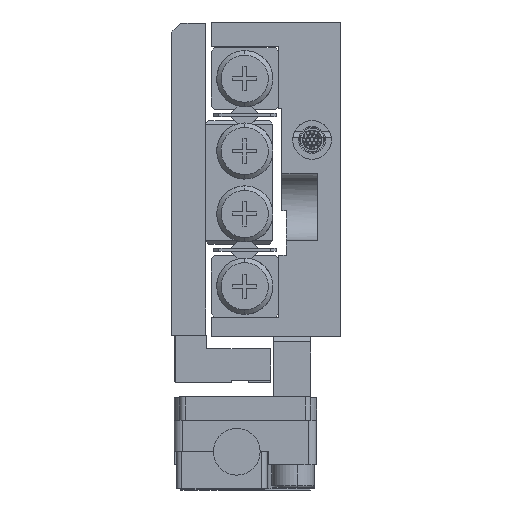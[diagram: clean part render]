
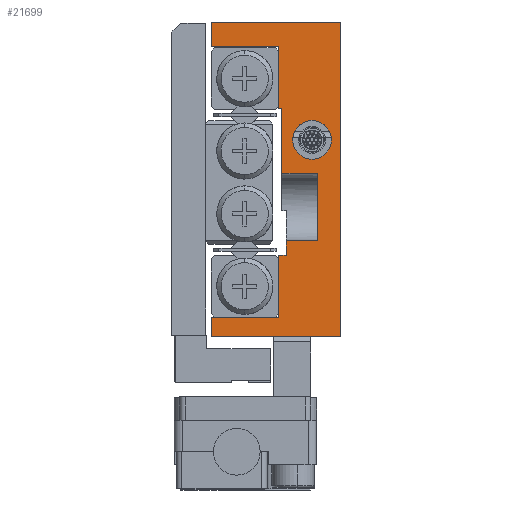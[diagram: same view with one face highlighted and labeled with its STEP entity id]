
A CAD part, left-side view. The second image highlights one B-rep face of the part: STEP entity #21699.
In plain terms, the highlighted planar face has unit normal (-1, 0, 0).
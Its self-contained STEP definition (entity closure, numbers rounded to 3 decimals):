
#232 = EDGE_CURVE ( 'NONE', #24313, #10039, #27759, .T. ) ;
#2525 = VECTOR ( 'NONE', #14589, 1000. ) ;
#2895 = CARTESIAN_POINT ( 'NONE',  ( -22.5, 5.5, -14. ) ) ;
#2926 = EDGE_CURVE ( 'NONE', #46134, #46886, #16750, .T. ) ;
#3028 = EDGE_CURVE ( 'NONE', #51328, #25770, #13366, .T. ) ;
#3071 = CARTESIAN_POINT ( 'NONE',  ( -22.5, 2.5, 5.227 ) ) ;
#3548 = ORIENTED_EDGE ( 'NONE', *, *, #57211, .F. ) ;
#3709 = EDGE_CURVE ( 'NONE', #11219, #12687, #31045, .T. ) ;
#3829 = EDGE_CURVE ( 'NONE', #42271, #51328, #14280, .T. ) ;
#4168 = DIRECTION ( 'NONE',  ( -1., 0., 0. ) ) ;
#4235 = DIRECTION ( 'NONE',  ( 0., 0., -1. ) ) ;
#4789 = VECTOR ( 'NONE', #38291, 1000. ) ;
#4856 = EDGE_LOOP ( 'NONE', ( #28799, #37215 ) ) ;
#4892 = VERTEX_POINT ( 'NONE', #38477 ) ;
#5005 = DIRECTION ( 'NONE',  ( 0., -1., 0. ) ) ;
#5048 = DIRECTION ( 'NONE',  ( 0., 1., 0. ) ) ;
#5114 = CARTESIAN_POINT ( 'NONE',  ( -22.5, 11.5, 11.8 ) ) ;
#5293 = EDGE_CURVE ( 'NONE', #46886, #46134, #38677, .T. ) ;
#5624 = CARTESIAN_POINT ( 'NONE',  ( -22.5, 5.5, -14. ) ) ;
#6082 = VERTEX_POINT ( 'NONE', #32304 ) ;
#6117 = CARTESIAN_POINT ( 'NONE',  ( -22.5, 11.5, 14. ) ) ;
#6140 = VECTOR ( 'NONE', #56214, 1000. ) ;
#7062 = DIRECTION ( 'NONE',  ( 0., 0., 1. ) ) ;
#7384 = CARTESIAN_POINT ( 'NONE',  ( -22.5, 4.8, -6.8 ) ) ;
#8221 = ORIENTED_EDGE ( 'NONE', *, *, #57101, .T. ) ;
#8517 = EDGE_CURVE ( 'NONE', #13574, #6082, #40848, .T. ) ;
#8623 = DIRECTION ( 'NONE',  ( 0., 0., 1. ) ) ;
#9047 = DIRECTION ( 'NONE',  ( 0., 0., 1. ) ) ;
#10039 = VERTEX_POINT ( 'NONE', #5114 ) ;
#11219 = VERTEX_POINT ( 'NONE', #39650 ) ;
#11954 = EDGE_CURVE ( 'NONE', #12687, #51686, #45396, .T. ) ;
#11982 = VECTOR ( 'NONE', #49069, 1000. ) ;
#12687 = VERTEX_POINT ( 'NONE', #56256 ) ;
#12945 = CARTESIAN_POINT ( 'NONE',  ( -22.5, 0., -14. ) ) ;
#13366 = LINE ( 'NONE', #26940, #46285 ) ;
#13396 = ORIENTED_EDGE ( 'NONE', *, *, #11954, .T. ) ;
#13574 = VERTEX_POINT ( 'NONE', #34724 ) ;
#13991 = DIRECTION ( 'NONE',  ( 0., 0., -1. ) ) ;
#14086 = ORIENTED_EDGE ( 'NONE', *, *, #3829, .F. ) ;
#14280 = LINE ( 'NONE', #5624, #2525 ) ;
#14589 = DIRECTION ( 'NONE',  ( 0., 0., 1. ) ) ;
#15031 = FACE_BOUND ( 'NONE', #4856, .T. ) ;
#15304 = FACE_OUTER_BOUND ( 'NONE', #54576, .T. ) ;
#15697 = LINE ( 'NONE', #38546, #6140 ) ;
#16068 = EDGE_CURVE ( 'NONE', #19489, #28515, #44806, .T. ) ;
#16750 = CIRCLE ( 'NONE', #22266, 1.727 ) ;
#18036 = CARTESIAN_POINT ( 'NONE',  ( -22.5, 2., -14. ) ) ;
#18264 = CARTESIAN_POINT ( 'NONE',  ( -22.5, 2.5, 3.5 ) ) ;
#18470 = ORIENTED_EDGE ( 'NONE', *, *, #16068, .T. ) ;
#18758 = ORIENTED_EDGE ( 'NONE', *, *, #39047, .F. ) ;
#18935 = CARTESIAN_POINT ( 'NONE',  ( -22.5, -4.5, 0.5 ) ) ;
#19475 = LINE ( 'NONE', #42012, #29776 ) ;
#19489 = VERTEX_POINT ( 'NONE', #43245 ) ;
#19924 = CARTESIAN_POINT ( 'NONE',  ( -22.5, 5.5, -14. ) ) ;
#21699 = ADVANCED_FACE ( 'NONE', ( #15031, #15304 ), #24268, .F. ) ;
#21970 = EDGE_CURVE ( 'NONE', #10039, #31620, #34094, .T. ) ;
#22266 = AXIS2_PLACEMENT_3D ( 'NONE', #18264, #4168, #9047 ) ;
#22393 = VERTEX_POINT ( 'NONE', #51363 ) ;
#23282 = LINE ( 'NONE', #18935, #31124 ) ;
#23507 = EDGE_CURVE ( 'NONE', #25770, #28515, #39429, .T. ) ;
#23669 = ORIENTED_EDGE ( 'NONE', *, *, #26647, .T. ) ;
#24268 = PLANE ( 'NONE',  #31316 ) ;
#24313 = VERTEX_POINT ( 'NONE', #51803 ) ;
#25770 = VERTEX_POINT ( 'NONE', #31110 ) ;
#26343 = CARTESIAN_POINT ( 'NONE',  ( -22.5, -4.5, -5.5 ) ) ;
#26647 = EDGE_CURVE ( 'NONE', #51686, #4892, #36225, .T. ) ;
#26940 = CARTESIAN_POINT ( 'NONE',  ( -22.5, 5.5, -6.8 ) ) ;
#27396 = VERTEX_POINT ( 'NONE', #47924 ) ;
#27458 = DIRECTION ( 'NONE',  ( 0., -1., 0. ) ) ;
#27759 = LINE ( 'NONE', #6117, #51301 ) ;
#28078 = ORIENTED_EDGE ( 'NONE', *, *, #43377, .T. ) ;
#28515 = VERTEX_POINT ( 'NONE', #55909 ) ;
#28799 = ORIENTED_EDGE ( 'NONE', *, *, #2926, .F. ) ;
#28872 = VECTOR ( 'NONE', #13991, 1000. ) ;
#29350 = DIRECTION ( 'NONE',  ( 0., -1., 0. ) ) ;
#29521 = ORIENTED_EDGE ( 'NONE', *, *, #232, .T. ) ;
#29776 = VECTOR ( 'NONE', #7062, 1000. ) ;
#30076 = ORIENTED_EDGE ( 'NONE', *, *, #3709, .T. ) ;
#30183 = VECTOR ( 'NONE', #4235, 1000. ) ;
#30425 = ORIENTED_EDGE ( 'NONE', *, *, #23507, .F. ) ;
#31045 = LINE ( 'NONE', #48692, #30183 ) ;
#31110 = CARTESIAN_POINT ( 'NONE',  ( -22.5, 4.8, -6.8 ) ) ;
#31124 = VECTOR ( 'NONE', #49024, 1000. ) ;
#31316 = AXIS2_PLACEMENT_3D ( 'NONE', #19924, #32947, #50577 ) ;
#31620 = VERTEX_POINT ( 'NONE', #56078 ) ;
#32035 = CARTESIAN_POINT ( 'NONE',  ( -22.5, 2.5, 1.773 ) ) ;
#32163 = CARTESIAN_POINT ( 'NONE',  ( -22.5, 5.5, 6.3 ) ) ;
#32304 = CARTESIAN_POINT ( 'NONE',  ( -22.5, 5.5, 6.3 ) ) ;
#32386 = DIRECTION ( 'NONE',  ( 0., 0., -1. ) ) ;
#32947 = DIRECTION ( 'NONE',  ( 1., 0., 0. ) ) ;
#33817 = ORIENTED_EDGE ( 'NONE', *, *, #8517, .F. ) ;
#34094 = LINE ( 'NONE', #51704, #11982 ) ;
#34302 = ORIENTED_EDGE ( 'NONE', *, *, #3028, .F. ) ;
#34724 = CARTESIAN_POINT ( 'NONE',  ( -22.5, 5.2, 6.3 ) ) ;
#35200 = VECTOR ( 'NONE', #51419, 1000. ) ;
#36225 = LINE ( 'NONE', #53875, #52844 ) ;
#37215 = ORIENTED_EDGE ( 'NONE', *, *, #5293, .F. ) ;
#38291 = DIRECTION ( 'NONE',  ( 0., 0., 1. ) ) ;
#38477 = CARTESIAN_POINT ( 'NONE',  ( -22.5, 0., 14. ) ) ;
#38546 = CARTESIAN_POINT ( 'NONE',  ( -22.5, 5.5, -12.3 ) ) ;
#38677 = CIRCLE ( 'NONE', #41410, 1.727 ) ;
#39047 = EDGE_CURVE ( 'NONE', #6082, #31620, #42769, .T. ) ;
#39429 = LINE ( 'NONE', #7384, #4789 ) ;
#39650 = CARTESIAN_POINT ( 'NONE',  ( -22.5, 11.5, -12.3 ) ) ;
#40848 = LINE ( 'NONE', #32163, #50937 ) ;
#41042 = CARTESIAN_POINT ( 'NONE',  ( -22.5, 5.5, -14. ) ) ;
#41410 = AXIS2_PLACEMENT_3D ( 'NONE', #47927, #51683, #8623 ) ;
#41613 = ORIENTED_EDGE ( 'NONE', *, *, #56509, .F. ) ;
#42012 = CARTESIAN_POINT ( 'NONE',  ( -22.5, 5.2, 6.3 ) ) ;
#42143 = ORIENTED_EDGE ( 'NONE', *, *, #21970, .T. ) ;
#42271 = VERTEX_POINT ( 'NONE', #53737 ) ;
#42769 = LINE ( 'NONE', #2895, #35200 ) ;
#42973 = EDGE_CURVE ( 'NONE', #27396, #22393, #23282, .T. ) ;
#43245 = CARTESIAN_POINT ( 'NONE',  ( -22.5, 2., -5.5 ) ) ;
#43377 = EDGE_CURVE ( 'NONE', #42271, #11219, #15697, .T. ) ;
#44607 = VECTOR ( 'NONE', #27458, 1000. ) ;
#44806 = LINE ( 'NONE', #26343, #51267 ) ;
#45396 = LINE ( 'NONE', #41042, #44607 ) ;
#45491 = DIRECTION ( 'NONE',  ( 0., 0., 1. ) ) ;
#46134 = VERTEX_POINT ( 'NONE', #3071 ) ;
#46285 = VECTOR ( 'NONE', #5005, 1000. ) ;
#46886 = VERTEX_POINT ( 'NONE', #32035 ) ;
#47924 = CARTESIAN_POINT ( 'NONE',  ( -22.5, 2., 0.5 ) ) ;
#47927 = CARTESIAN_POINT ( 'NONE',  ( -22.5, 2.5, 3.5 ) ) ;
#48221 = VECTOR ( 'NONE', #29350, 1000. ) ;
#48692 = CARTESIAN_POINT ( 'NONE',  ( -22.5, 11.5, -14. ) ) ;
#49024 = DIRECTION ( 'NONE',  ( 0., 1., 0. ) ) ;
#49069 = DIRECTION ( 'NONE',  ( 0., -1., 0. ) ) ;
#49948 = CARTESIAN_POINT ( 'NONE',  ( -22.5, 5.5, -6.8 ) ) ;
#50577 = DIRECTION ( 'NONE',  ( 0., 0., -1. ) ) ;
#50937 = VECTOR ( 'NONE', #5048, 1000. ) ;
#51267 = VECTOR ( 'NONE', #53217, 1000. ) ;
#51301 = VECTOR ( 'NONE', #32386, 1000. ) ;
#51328 = VERTEX_POINT ( 'NONE', #49948 ) ;
#51363 = CARTESIAN_POINT ( 'NONE',  ( -22.5, 5.2, 0.5 ) ) ;
#51419 = DIRECTION ( 'NONE',  ( 0., 0., 1. ) ) ;
#51683 = DIRECTION ( 'NONE',  ( -1., 0., 0. ) ) ;
#51686 = VERTEX_POINT ( 'NONE', #12945 ) ;
#51704 = CARTESIAN_POINT ( 'NONE',  ( -22.5, 5.5, 11.8 ) ) ;
#51803 = CARTESIAN_POINT ( 'NONE',  ( -22.5, 11.5, 14. ) ) ;
#52844 = VECTOR ( 'NONE', #45491, 1000. ) ;
#53217 = DIRECTION ( 'NONE',  ( 0., 1., 0. ) ) ;
#53605 = LINE ( 'NONE', #18036, #28872 ) ;
#53737 = CARTESIAN_POINT ( 'NONE',  ( -22.5, 5.5, -12.3 ) ) ;
#53875 = CARTESIAN_POINT ( 'NONE',  ( -22.5, 0., -14. ) ) ;
#54260 = ORIENTED_EDGE ( 'NONE', *, *, #42973, .F. ) ;
#54576 = EDGE_LOOP ( 'NONE', ( #54260, #8221, #18470, #30425, #34302, #14086, #28078, #30076, #13396, #23669, #41613, #29521, #42143, #18758, #33817, #3548 ) ) ;
#55410 = CARTESIAN_POINT ( 'NONE',  ( -22.5, 5.5, 14. ) ) ;
#55909 = CARTESIAN_POINT ( 'NONE',  ( -22.5, 4.8, -5.5 ) ) ;
#55993 = LINE ( 'NONE', #55410, #48221 ) ;
#56078 = CARTESIAN_POINT ( 'NONE',  ( -22.5, 5.5, 11.8 ) ) ;
#56214 = DIRECTION ( 'NONE',  ( 0., 1., 0. ) ) ;
#56256 = CARTESIAN_POINT ( 'NONE',  ( -22.5, 11.5, -14. ) ) ;
#56509 = EDGE_CURVE ( 'NONE', #24313, #4892, #55993, .T. ) ;
#57101 = EDGE_CURVE ( 'NONE', #27396, #19489, #53605, .T. ) ;
#57211 = EDGE_CURVE ( 'NONE', #22393, #13574, #19475, .T. ) ;
